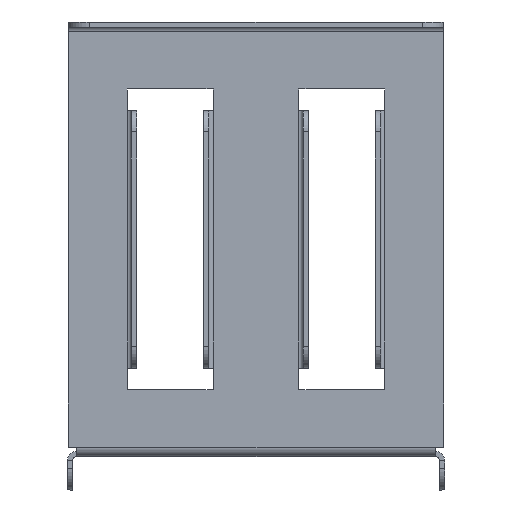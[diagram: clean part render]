
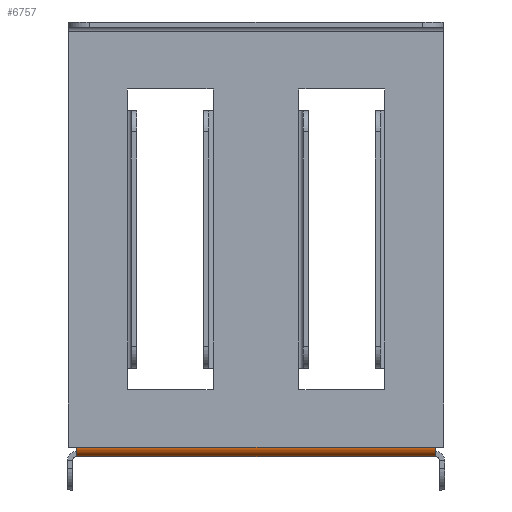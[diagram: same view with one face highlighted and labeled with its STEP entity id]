
A CAD part, left-side view. The second image highlights one B-rep face of the part: STEP entity #6757.
In plain terms, the highlighted cylindrical face has radius 2.2 mm (diameter 4.4 mm), a partial arc.
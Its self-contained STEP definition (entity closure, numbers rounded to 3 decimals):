
#376 = CARTESIAN_POINT ( 'NONE',  ( -213.8, -41.75, -1.2 ) ) ;
#809 = CARTESIAN_POINT ( 'NONE',  ( -213.8, -43.75, 1. ) ) ;
#848 = DIRECTION ( 'NONE',  ( 0., 0., 1. ) ) ;
#884 = DIRECTION ( 'NONE',  ( 0., 1., 0. ) ) ;
#2052 = DIRECTION ( 'NONE',  ( 0., 0., -1. ) ) ;
#2084 = DIRECTION ( 'NONE',  ( 0., -1., 0. ) ) ;
#4050 = CARTESIAN_POINT ( 'NONE',  ( -216., 43.75, 1. ) ) ;
#4065 = VERTEX_POINT ( 'NONE', #376 ) ;
#6066 = DIRECTION ( 'NONE',  ( 0., -1., 0. ) ) ;
#6131 = CARTESIAN_POINT ( 'NONE',  ( -213.8, -43.75, -1.2 ) ) ;
#6757 = ADVANCED_FACE ( 'NONE', ( #10111 ), #8793, .T. ) ;
#6785 = EDGE_CURVE ( 'NONE', #7857, #11732, #16865, .T. ) ;
#7693 = ORIENTED_EDGE ( 'NONE', *, *, #9272, .T. ) ;
#7792 = ORIENTED_EDGE ( 'NONE', *, *, #6785, .F. ) ;
#7857 = VERTEX_POINT ( 'NONE', #14689 ) ;
#8170 = DIRECTION ( 'NONE',  ( 0., 1., 0. ) ) ;
#8793 = CYLINDRICAL_SURFACE ( 'NONE', #13516, 2.2 ) ;
#8842 = EDGE_CURVE ( 'NONE', #16809, #4065, #12184, .T. ) ;
#9135 = DIRECTION ( 'NONE',  ( 0., 1., 0. ) ) ;
#9159 = CARTESIAN_POINT ( 'NONE',  ( -216., -41.75, 1. ) ) ;
#9272 = EDGE_CURVE ( 'NONE', #16809, #11732, #17216, .T. ) ;
#9306 = AXIS2_PLACEMENT_3D ( 'NONE', #11697, #9135, #2052 ) ;
#10111 = FACE_OUTER_BOUND ( 'NONE', #14833, .T. ) ;
#10203 = VECTOR ( 'NONE', #884, 1000. ) ;
#10251 = EDGE_CURVE ( 'NONE', #4065, #7857, #16845, .T. ) ;
#11697 = CARTESIAN_POINT ( 'NONE',  ( -213.8, 41.75, 1. ) ) ;
#11709 = ORIENTED_EDGE ( 'NONE', *, *, #8842, .F. ) ;
#11732 = VERTEX_POINT ( 'NONE', #13248 ) ;
#12184 = CIRCLE ( 'NONE', #14391, 2.2 ) ;
#12711 = CARTESIAN_POINT ( 'NONE',  ( -213.8, -41.75, 1. ) ) ;
#13248 = CARTESIAN_POINT ( 'NONE',  ( -216., 41.75, 1. ) ) ;
#13516 = AXIS2_PLACEMENT_3D ( 'NONE', #809, #6066, #14312 ) ;
#14312 = DIRECTION ( 'NONE',  ( -1., 0., 0. ) ) ;
#14391 = AXIS2_PLACEMENT_3D ( 'NONE', #12711, #2084, #848 ) ;
#14689 = CARTESIAN_POINT ( 'NONE',  ( -213.8, 41.75, -1.2 ) ) ;
#14833 = EDGE_LOOP ( 'NONE', ( #7792, #16791, #11709, #7693 ) ) ;
#16386 = VECTOR ( 'NONE', #8170, 1000. ) ;
#16791 = ORIENTED_EDGE ( 'NONE', *, *, #10251, .F. ) ;
#16809 = VERTEX_POINT ( 'NONE', #9159 ) ;
#16845 = LINE ( 'NONE', #6131, #10203 ) ;
#16865 = CIRCLE ( 'NONE', #9306, 2.2 ) ;
#17216 = LINE ( 'NONE', #4050, #16386 ) ;
